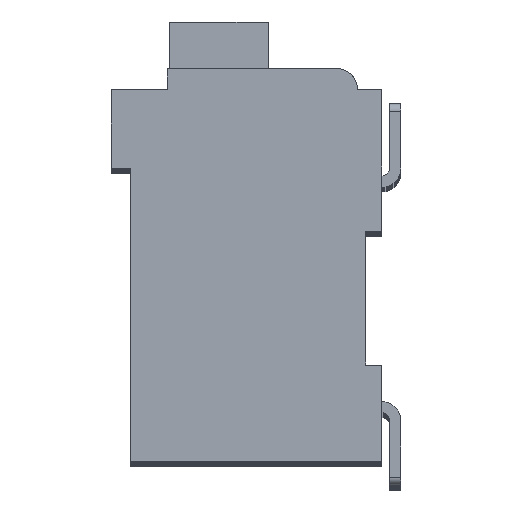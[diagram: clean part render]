
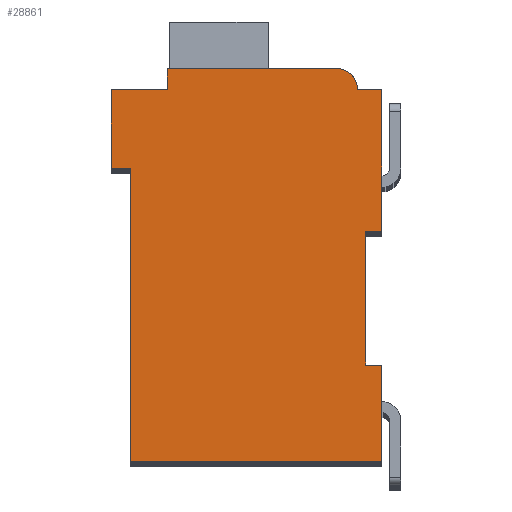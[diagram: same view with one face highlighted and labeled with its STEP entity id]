
A CAD part, top view. The second image highlights one B-rep face of the part: STEP entity #28861.
In plain terms, the highlighted planar face has unit normal (0, 0, 1).
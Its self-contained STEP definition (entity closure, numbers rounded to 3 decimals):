
#8982=DIRECTION('',(1.,0.,0.));
#8983=VECTOR('',#8982,0.5);
#8984=CARTESIAN_POINT('',(7.3,7.15,2.1));
#8985=LINE('',#8984,#8983);
#8986=DIRECTION('',(0.,1.,0.));
#8987=VECTOR('',#8986,4.15);
#8988=CARTESIAN_POINT('',(7.3,3.,2.1));
#8989=LINE('',#8988,#8987);
#8990=DIRECTION('',(-1.,0.,0.));
#8991=VECTOR('',#8990,0.5);
#8992=CARTESIAN_POINT('',(7.8,3.,2.1));
#8993=LINE('',#8992,#8991);
#8994=DIRECTION('',(0.,1.,0.));
#8995=VECTOR('',#8994,3.);
#8996=CARTESIAN_POINT('',(7.8,0.,2.1));
#8997=LINE('',#8996,#8995);
#8998=DIRECTION('',(1.,0.,0.));
#8999=VECTOR('',#8998,7.8);
#9000=CARTESIAN_POINT('',(0.,0.,2.1));
#9001=LINE('',#9000,#8999);
#9002=DIRECTION('',(0.,-1.,0.));
#9003=VECTOR('',#9002,9.1);
#9004=CARTESIAN_POINT('',(0.,9.1,2.1));
#9005=LINE('',#9004,#9003);
#9006=DIRECTION('',(1.,0.,0.));
#9007=VECTOR('',#9006,0.6);
#9008=CARTESIAN_POINT('',(-0.6,9.1,2.1));
#9009=LINE('',#9008,#9007);
#9010=DIRECTION('',(0.,-1.,0.));
#9011=VECTOR('',#9010,2.45);
#9012=CARTESIAN_POINT('',(-0.6,11.55,2.1));
#9013=LINE('',#9012,#9011);
#9014=DIRECTION('',(-1.,0.,0.));
#9015=VECTOR('',#9014,1.75);
#9016=CARTESIAN_POINT('',(1.15,11.55,2.1));
#9017=LINE('',#9016,#9015);
#9018=DIRECTION('',(0.,-1.,0.));
#9019=VECTOR('',#9018,0.65);
#9020=CARTESIAN_POINT('',(1.15,12.2,2.1));
#9021=LINE('',#9020,#9019);
#9022=DIRECTION('',(-1.,0.,0.));
#9023=VECTOR('',#9022,5.25);
#9024=CARTESIAN_POINT('',(6.4,12.2,2.1));
#9025=LINE('',#9024,#9023);
#9026=CARTESIAN_POINT('',(6.4,11.55,2.1));
#9027=DIRECTION('',(0.,0.,1.));
#9028=DIRECTION('',(1.,0.,0.));
#9029=AXIS2_PLACEMENT_3D('',#9026,#9027,#9028);
#9031=DIRECTION('',(-1.,0.,0.));
#9032=VECTOR('',#9031,0.75);
#9033=CARTESIAN_POINT('',(7.8,11.55,2.1));
#9034=LINE('',#9033,#9032);
#9035=DIRECTION('',(0.,1.,0.));
#9036=VECTOR('',#9035,4.4);
#9037=CARTESIAN_POINT('',(7.8,7.15,2.1));
#9038=LINE('',#9037,#9036);
#14401=CARTESIAN_POINT('',(7.3,7.15,2.1));
#14402=CARTESIAN_POINT('',(7.8,7.15,2.1));
#14403=VERTEX_POINT('',#14401);
#14404=VERTEX_POINT('',#14402);
#14405=CARTESIAN_POINT('',(7.8,11.55,2.1));
#14406=VERTEX_POINT('',#14405);
#14407=CARTESIAN_POINT('',(7.05,11.55,2.1));
#14408=VERTEX_POINT('',#14407);
#14409=CARTESIAN_POINT('',(6.4,12.2,2.1));
#14410=VERTEX_POINT('',#14409);
#14411=CARTESIAN_POINT('',(1.15,12.2,2.1));
#14412=VERTEX_POINT('',#14411);
#14413=CARTESIAN_POINT('',(1.15,11.55,2.1));
#14414=VERTEX_POINT('',#14413);
#14415=CARTESIAN_POINT('',(-0.6,11.55,2.1));
#14416=VERTEX_POINT('',#14415);
#14417=CARTESIAN_POINT('',(-0.6,9.1,2.1));
#14418=VERTEX_POINT('',#14417);
#14419=CARTESIAN_POINT('',(0.,9.1,2.1));
#14420=VERTEX_POINT('',#14419);
#14421=CARTESIAN_POINT('',(0.,0.,2.1));
#14422=VERTEX_POINT('',#14421);
#14423=CARTESIAN_POINT('',(7.8,0.,2.1));
#14424=VERTEX_POINT('',#14423);
#14425=CARTESIAN_POINT('',(7.8,3.,2.1));
#14426=VERTEX_POINT('',#14425);
#14427=CARTESIAN_POINT('',(7.3,3.,2.1));
#14428=VERTEX_POINT('',#14427);
#28840=CARTESIAN_POINT('',(0.,0.,2.1));
#28841=DIRECTION('',(0.,0.,1.));
#28842=DIRECTION('',(1.,0.,0.));
#28843=AXIS2_PLACEMENT_3D('',#28840,#28841,#28842);
#28844=PLANE('',#28843);
#28845=ORIENTED_EDGE('',*,*,#18942,.F.);
#28846=ORIENTED_EDGE('',*,*,#19606,.F.);
#28847=ORIENTED_EDGE('',*,*,#24460,.F.);
#28848=ORIENTED_EDGE('',*,*,#24815,.F.);
#28849=ORIENTED_EDGE('',*,*,#25230,.F.);
#28850=ORIENTED_EDGE('',*,*,#25840,.F.);
#28851=ORIENTED_EDGE('',*,*,#26032,.F.);
#28852=ORIENTED_EDGE('',*,*,#26423,.F.);
#28853=ORIENTED_EDGE('',*,*,#26861,.F.);
#28854=ORIENTED_EDGE('',*,*,#27500,.F.);
#28855=ORIENTED_EDGE('',*,*,#28000,.F.);
#28856=ORIENTED_EDGE('',*,*,#26912,.F.);
#28857=ORIENTED_EDGE('',*,*,#27321,.F.);
#28858=ORIENTED_EDGE('',*,*,#19501,.F.);
#28859=EDGE_LOOP('',(#28845,#28846,#28847,#28848,#28849,#28850,#28851,#28852,
#28853,#28854,#28855,#28856,#28857,#28858));
#28860=FACE_OUTER_BOUND('',#28859,.F.);
#9030=CIRCLE('',#9029,0.65);
#18942=EDGE_CURVE('',#14403,#14404,#8985,.T.);
#19501=EDGE_CURVE('',#14404,#14406,#9038,.T.);
#19606=EDGE_CURVE('',#14428,#14403,#8989,.T.);
#24460=EDGE_CURVE('',#14426,#14428,#8993,.T.);
#24815=EDGE_CURVE('',#14424,#14426,#8997,.T.);
#25230=EDGE_CURVE('',#14422,#14424,#9001,.T.);
#25840=EDGE_CURVE('',#14420,#14422,#9005,.T.);
#26032=EDGE_CURVE('',#14418,#14420,#9009,.T.);
#26423=EDGE_CURVE('',#14416,#14418,#9013,.T.);
#26861=EDGE_CURVE('',#14414,#14416,#9017,.T.);
#26912=EDGE_CURVE('',#14408,#14410,#9030,.T.);
#27321=EDGE_CURVE('',#14406,#14408,#9034,.T.);
#27500=EDGE_CURVE('',#14412,#14414,#9021,.T.);
#28000=EDGE_CURVE('',#14410,#14412,#9025,.T.);
#28861=ADVANCED_FACE('',(#28860),#28844,.T.);
